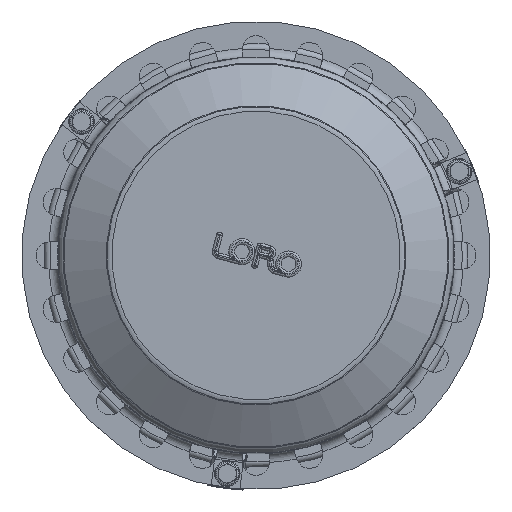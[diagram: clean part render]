
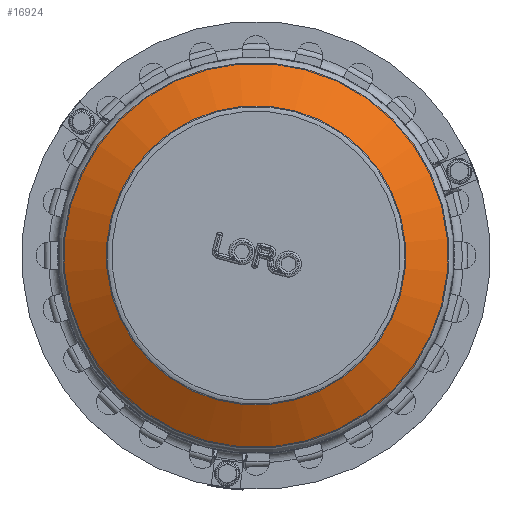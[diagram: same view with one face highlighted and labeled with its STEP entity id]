
A CAD part, top view. The second image highlights one B-rep face of the part: STEP entity #16924.
In plain terms, the highlighted conical face has half-angle 59.744 degrees and reference radius 950.348 mm.
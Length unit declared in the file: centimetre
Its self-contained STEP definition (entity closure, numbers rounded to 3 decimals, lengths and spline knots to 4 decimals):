
#2336=FACE_OUTER_BOUND('',#3620,.T.);
#3620=EDGE_LOOP('',(#13271,#13272,#13273,#13274,#13275,#13276));
#4904=CIRCLE('',#20765,107.0232);
#4905=CIRCLE('',#20766,107.0232);
#4907=CIRCLE('',#20769,83.0464);
#4908=CIRCLE('',#20770,83.0464);
#6489=VERTEX_POINT('',#37962);
#6490=VERTEX_POINT('',#37964);
#6491=VERTEX_POINT('',#37969);
#6492=VERTEX_POINT('',#37971);
#8882=EDGE_CURVE('',#6489,#6490,#4904,.T.);
#8883=EDGE_CURVE('',#6490,#6489,#4905,.T.);
#8885=EDGE_CURVE('',#6490,#6491,#18139,.T.);
#8886=EDGE_CURVE('',#6491,#6492,#4907,.T.);
#8887=EDGE_CURVE('',#6492,#6491,#4908,.T.);
#13271=ORIENTED_EDGE('',*,*,#8882,.F.);
#13272=ORIENTED_EDGE('',*,*,#8883,.F.);
#13273=ORIENTED_EDGE('',*,*,#8885,.T.);
#13274=ORIENTED_EDGE('',*,*,#8886,.T.);
#13275=ORIENTED_EDGE('',*,*,#8887,.T.);
#13276=ORIENTED_EDGE('',*,*,#8885,.F.);
#15982=CONICAL_SURFACE('',#20768,95.0348,1.043);
#16924=ADVANCED_FACE('',(#2336),#15982,.T.);
#18139=LINE('',#37970,#19076);
#19076=VECTOR('',#25080,95.0348);
#20765=AXIS2_PLACEMENT_3D('',#37965,#25072,#25073);
#20766=AXIS2_PLACEMENT_3D('',#37966,#25074,#25075);
#20768=AXIS2_PLACEMENT_3D('',#37968,#25078,#25079);
#20769=AXIS2_PLACEMENT_3D('',#37972,#25081,#25082);
#20770=AXIS2_PLACEMENT_3D('',#37973,#25083,#25084);
#25072=DIRECTION('center_axis',(0.,0.,
-1.));
#25073=DIRECTION('ref_axis',(0.966,-0.259,0.));
#25074=DIRECTION('center_axis',(0.,0.,
-1.));
#25075=DIRECTION('ref_axis',(0.966,-0.259,0.));
#25078=DIRECTION('center_axis',(0.,0.,
-1.));
#25079=DIRECTION('ref_axis',(-0.966,0.259,0.));
#25080=DIRECTION('',(-0.834,0.224,0.504));
#25081=DIRECTION('center_axis',(0.,0.,
-1.));
#25082=DIRECTION('ref_axis',(0.966,-0.259,0.));
#25083=DIRECTION('center_axis',(0.,0.,
-1.));
#25084=DIRECTION('ref_axis',(0.966,-0.259,0.));
#37962=CARTESIAN_POINT('',(-28.2311,-103.4266,371.1826));
#37964=CARTESIAN_POINT('',(102.845,-27.7497,371.1826));
#37965=CARTESIAN_POINT('Origin',(-0.5315,-0.0501,
371.1826));
#37966=CARTESIAN_POINT('Origin',(-0.5315,-0.0501,
371.1826));
#37968=CARTESIAN_POINT('Origin',(-0.5315,-0.0501,
378.1759));
#37969=CARTESIAN_POINT('',(79.6852,-21.5441,385.1691));
#37970=CARTESIAN_POINT('',(91.2651,-24.6469,378.1759));
#37971=CARTESIAN_POINT('',(-22.0254,-80.2667,385.1691));
#37972=CARTESIAN_POINT('Origin',(-0.5315,-0.0501,
385.1691));
#37973=CARTESIAN_POINT('Origin',(-0.5315,-0.0501,
385.1691));
